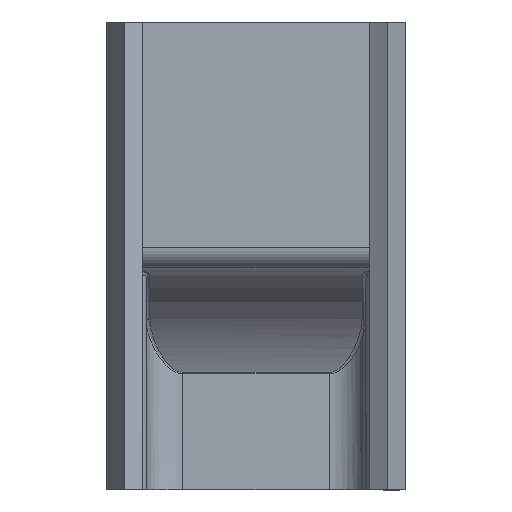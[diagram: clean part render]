
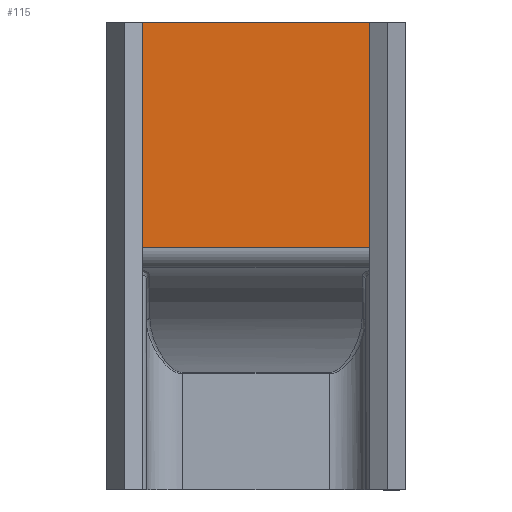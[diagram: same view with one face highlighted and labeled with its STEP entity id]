
A CAD part, front view. The second image highlights one B-rep face of the part: STEP entity #115.
In plain terms, the highlighted planar face has unit normal (0, -1, 0).
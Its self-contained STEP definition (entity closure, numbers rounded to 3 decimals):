
#115=ADVANCED_FACE('',(#230),#231,.F.);
#230=FACE_OUTER_BOUND('',#732,.T.);
#231=PLANE('',#733);
#732=EDGE_LOOP('',(#1452,#1453,#1454,#1455));
#733=AXIS2_PLACEMENT_3D('',#1456,#1457,#1458);
#1452=ORIENTED_EDGE('',*,*,#1810,.F.);
#1453=ORIENTED_EDGE('',*,*,#1811,.F.);
#1454=ORIENTED_EDGE('',*,*,#1737,.T.);
#1455=ORIENTED_EDGE('',*,*,#1812,.F.);
#1456=CARTESIAN_POINT('',(18.5,0.,63.0));
#1457=DIRECTION('',(0.0,1.0,0.0));
#1458=DIRECTION('',(1.0,0.0,-0.0));
#1737=EDGE_CURVE('',#1944,#1983,#1985,.T.);
#1810=EDGE_CURVE('',#2096,#2097,#2098,.T.);
#1811=EDGE_CURVE('',#1944,#2096,#2099,.T.);
#1812=EDGE_CURVE('',#2097,#1983,#2100,.T.);
#1944=VERTEX_POINT('',#2274);
#1983=VERTEX_POINT('',#2326);
#1985=LINE('',#2328,#2329);
#2096=VERTEX_POINT('',#2736);
#2097=VERTEX_POINT('',#2737);
#2098=LINE('',#2738,#2739);
#2099=LINE('',#2740,#2741);
#2100=LINE('',#2742,#2743);
#2274=CARTESIAN_POINT('',(18.0,0.,63.0));
#2326=CARTESIAN_POINT('',(-18.0,0.,63.0));
#2328=CARTESIAN_POINT('',(18.5,0.,63.0));
#2329=VECTOR('',#3037,1000.0);
#2736=CARTESIAN_POINT('',(18.0,0.,32.208));
#2737=CARTESIAN_POINT('',(-18.0,0.,32.208));
#2738=CARTESIAN_POINT('',(-18.5,0.,32.208));
#2739=VECTOR('',#3136,1000.0);
#2740=CARTESIAN_POINT('',(18.0,0.,63.0));
#2741=VECTOR('',#3137,1000.0);
#2742=CARTESIAN_POINT('',(-18.0,0.,63.0));
#2743=VECTOR('',#3138,1000.0);
#3037=DIRECTION('',(-1.0,-0.0,-0.0));
#3136=DIRECTION('',(-1.0,-0.0,-0.0));
#3137=DIRECTION('',(0.0,0.0,-1.0));
#3138=DIRECTION('',(0.0,0.0,1.0));
